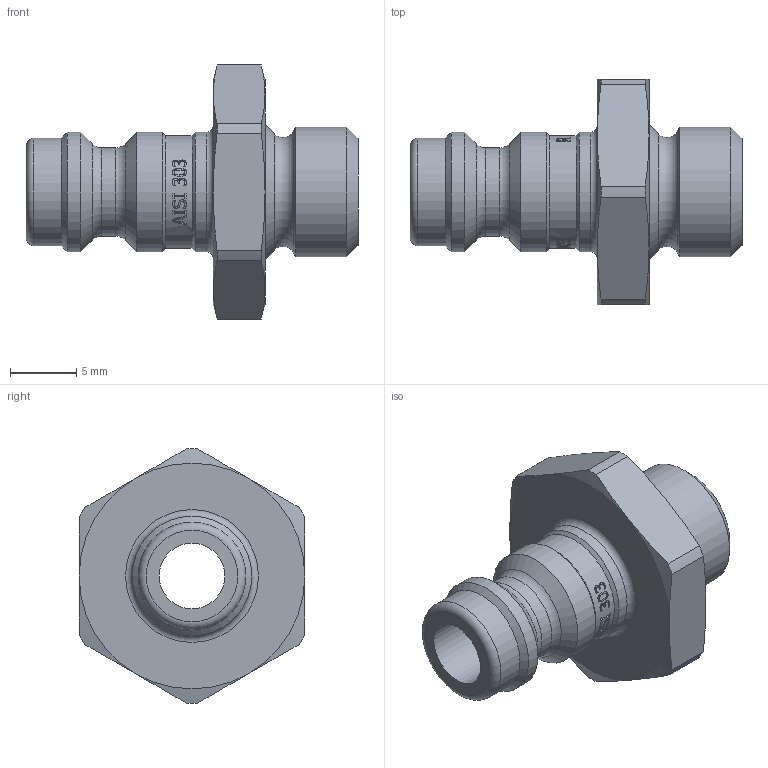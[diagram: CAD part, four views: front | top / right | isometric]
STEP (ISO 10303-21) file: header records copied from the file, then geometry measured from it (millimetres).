
FILE_DESCRIPTION((''),'2;1');
FILE_NAME('21sfaw10rxx.stp','2013-12-18T17:34:36',('AS035480'),(''),'Autodesk Inventor 2013','Autodesk Inventor 2013','');
FILE_SCHEMA(('AUTOMOTIVE_DESIGN { 1 0 10303 214 1 1 1 1 }'));
Length unit declared in the file: millimetre
Products named in the file (1): D108932
Bounding box: 25 x 17 x 19.15 mm (x, y, z)
Volume: 1687.9 mm3; surface area: 1640.3 mm2
Topology: 1 solids, 1 shells, 296 faces, 789 edges, 516 vertices
Faces by surface type: bspline 128, plane 109, cylinder 33, cone 21, torus 5
Full cylindrical faces by diameter (mm): 4.95 x1, 6.65 x1, 8.1 x1, 8.5 x1, 9 x3, 9.728 x1
Entity records: 42186 total; most frequent: CARTESIAN_POINT 35907, ORIENTED_EDGE 1532, DIRECTION 837, EDGE_CURVE 766, VERTEX_POINT 515, B_SPLINE_CURVE_WITH_KNOTS 349, EDGE_LOOP 341, FACE_OUTER_BOUND 296
